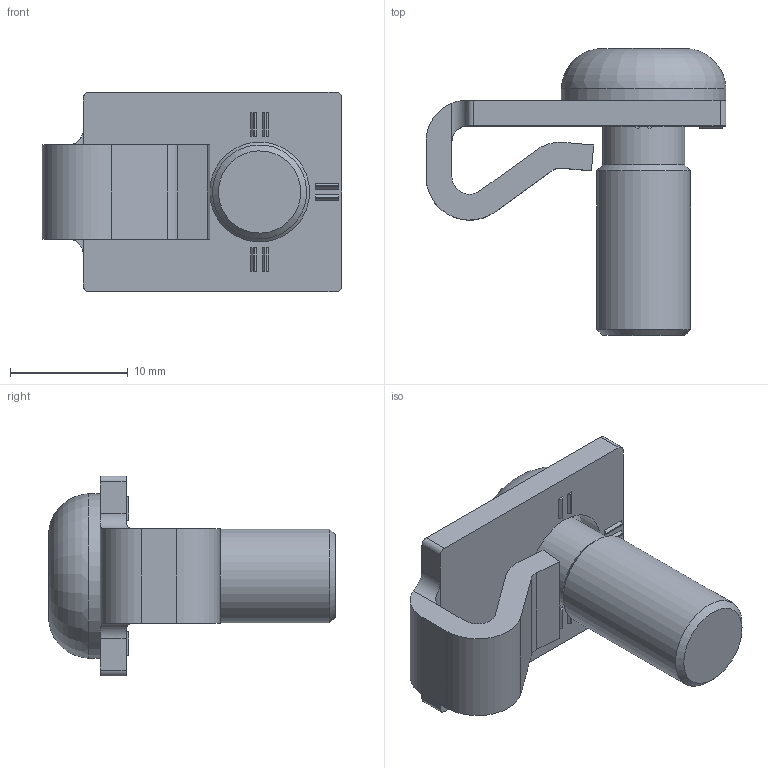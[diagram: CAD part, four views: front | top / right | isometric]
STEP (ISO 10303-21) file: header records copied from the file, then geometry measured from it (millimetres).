
FILE_DESCRIPTION (( 'STEP AP214' ), '1' );
FILE_NAME ('099F0840SM08.STEP', '2015-04-23T08:29:10', ( 'Admin' ), ( 'Hewlett-Packard Company' ), 'SwSTEP 2.0', 'SolidWorks 2014', '' );
FILE_SCHEMA (( 'AUTOMOTIVE_DESIGN' ));
Length unit declared in the file: millimetre
Products named in the file (3): 4iso7380m0820ms01_Standard; 092040s04_092040s04; 099F0840SM08
Assembly tree (2 placements, depth 2):
  099F0840SM08
    092040s04_092040s04
    4iso7380m0820ms01_Standard
Bounding box: 25.5 x 24.4 x 17 mm (x, y, z)
Volume: 2543.8 mm3; surface area: 2297.5 mm2
Topology: 2 solids, 2 shells, 76 faces, 182 edges, 118 vertices
Faces by surface type: plane 56, cylinder 16, cone 3, torus 1
Full cylindrical faces by diameter (mm): 7 x1, 8 x1, 8.5 x1, 14 x1
Entity records: 2301 total; most frequent: CARTESIAN_POINT 429, DIRECTION 360, ORIENTED_EDGE 346, EDGE_CURVE 173, LINE 140, VECTOR 140, VERTEX_POINT 117, AXIS2_PLACEMENT_3D 110
